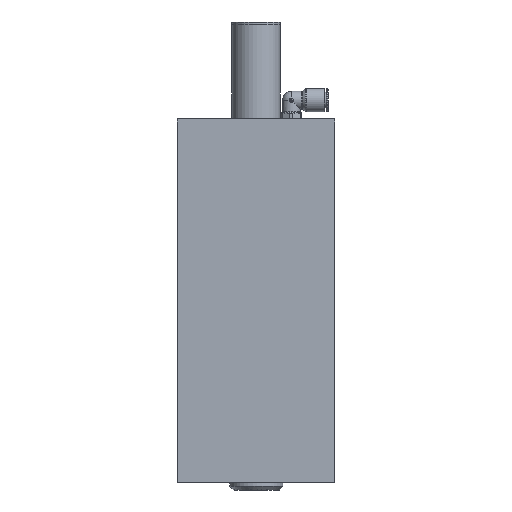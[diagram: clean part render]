
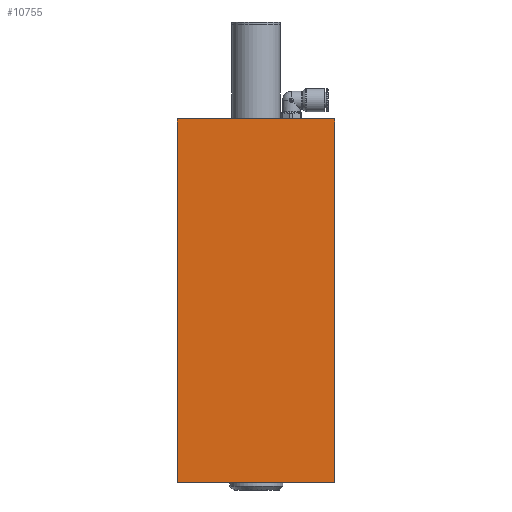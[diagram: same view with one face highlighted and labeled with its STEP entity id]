
A CAD part, front view. The second image highlights one B-rep face of the part: STEP entity #10755.
In plain terms, the highlighted planar face has unit normal (0, -1, 0).
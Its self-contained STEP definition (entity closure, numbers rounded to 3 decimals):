
#324=PLANE('',#11710);
#766=FACE_OUTER_BOUND('',#1416,.T.);
#1416=EDGE_LOOP('',(#7944,#7945,#7946,#7947));
#2166=LINE('',#17225,#3039);
#2170=LINE('',#17233,#3043);
#2173=LINE('',#17239,#3046);
#2176=LINE('',#17244,#3049);
#3039=VECTOR('',#13772,10.);
#3043=VECTOR('',#13778,10.);
#3046=VECTOR('',#13783,10.);
#3049=VECTOR('',#13788,10.);
#4634=VERTEX_POINT('',#17223);
#4635=VERTEX_POINT('',#17224);
#4638=VERTEX_POINT('',#17232);
#4640=VERTEX_POINT('',#17238);
#5817=EDGE_CURVE('',#4634,#4635,#2166,.T.);
#5821=EDGE_CURVE('',#4638,#4634,#2170,.T.);
#5824=EDGE_CURVE('',#4640,#4638,#2173,.T.);
#5827=EDGE_CURVE('',#4635,#4640,#2176,.T.);
#7944=ORIENTED_EDGE('',*,*,#5827,.F.);
#7945=ORIENTED_EDGE('',*,*,#5817,.F.);
#7946=ORIENTED_EDGE('',*,*,#5821,.F.);
#7947=ORIENTED_EDGE('',*,*,#5824,.F.);
#10755=ADVANCED_FACE('',(#766),#324,.F.);
#11710=AXIS2_PLACEMENT_3D('',#17246,#13790,#13791);
#13772=DIRECTION('',(-1.,0.,0.));
#13778=DIRECTION('',(0.,0.,-1.));
#13783=DIRECTION('',(1.,0.,0.));
#13788=DIRECTION('',(0.,0.,1.));
#13790=DIRECTION('center_axis',(0.,1.,0.));
#13791=DIRECTION('ref_axis',(0.,0.,
1.));
#17223=CARTESIAN_POINT('',(65.,-101.5,-150.));
#17224=CARTESIAN_POINT('',(-65.,-101.5,-150.));
#17225=CARTESIAN_POINT('',(65.,-101.5,-150.));
#17232=CARTESIAN_POINT('',(65.,-101.5,150.));
#17233=CARTESIAN_POINT('',(65.,-101.5,150.));
#17238=CARTESIAN_POINT('',(-65.,-101.5,150.));
#17239=CARTESIAN_POINT('',(-65.,-101.5,150.));
#17244=CARTESIAN_POINT('',(-65.,-101.5,-150.));
#17246=CARTESIAN_POINT('Origin',(0.,-101.5,
0.));
